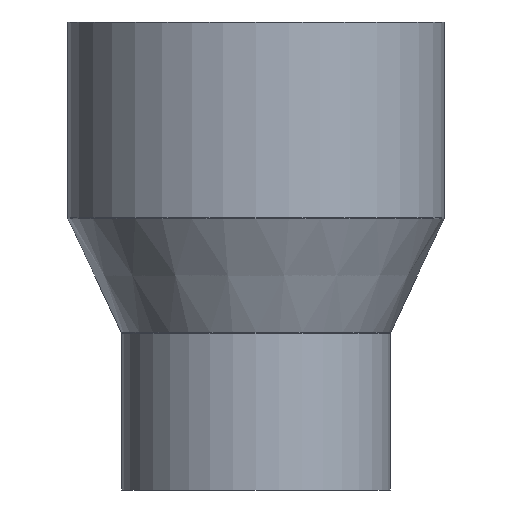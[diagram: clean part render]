
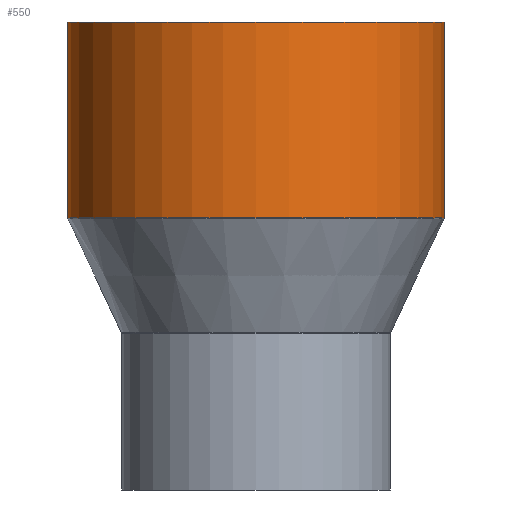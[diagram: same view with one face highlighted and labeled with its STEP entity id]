
A CAD part, front view. The second image highlights one B-rep face of the part: STEP entity #550.
In plain terms, the highlighted cylindrical face has radius 140 mm (diameter 280 mm), a partial arc.
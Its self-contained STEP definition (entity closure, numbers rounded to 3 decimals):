
#15 = EDGE_CURVE ( 'NONE', #379, #472, #55, .T. ) ;
#55 = CIRCLE ( 'NONE', #583, 140. ) ;
#60 = CARTESIAN_POINT ( 'NONE',  ( 140., 0., 35.297 ) ) ;
#61 = DIRECTION ( 'NONE',  ( 0., 0., -1. ) ) ;
#98 = DIRECTION ( 'NONE',  ( -1., 0., 0. ) ) ;
#126 = CARTESIAN_POINT ( 'NONE',  ( 0., 0., 35.297 ) ) ;
#147 = FACE_OUTER_BOUND ( 'NONE', #386, .T. ) ;
#192 = CARTESIAN_POINT ( 'NONE',  ( 0., 0., -16.533 ) ) ;
#214 = EDGE_CURVE ( 'NONE', #379, #641, #618, .T. ) ;
#231 = DIRECTION ( 'NONE',  ( -1., 0., 0. ) ) ;
#238 = VECTOR ( 'NONE', #515, 1000. ) ;
#250 = DIRECTION ( 'NONE',  ( -1., 0., 0. ) ) ;
#254 = DIRECTION ( 'NONE',  ( 0., 0., -1. ) ) ;
#264 = ORIENTED_EDGE ( 'NONE', *, *, #15, .T. ) ;
#280 = CARTESIAN_POINT ( 'NONE',  ( -140., 0., 35.297 ) ) ;
#285 = EDGE_CURVE ( 'NONE', #472, #422, #607, .T. ) ;
#287 = DIRECTION ( 'NONE',  ( 0., 0., -1. ) ) ;
#300 = AXIS2_PLACEMENT_3D ( 'NONE', #192, #542, #250 ) ;
#314 = EDGE_CURVE ( 'NONE', #641, #422, #604, .T. ) ;
#337 = CARTESIAN_POINT ( 'NONE',  ( -140., 0., 180.85 ) ) ;
#348 = VECTOR ( 'NONE', #61, 1000. ) ;
#379 = VERTEX_POINT ( 'NONE', #536 ) ;
#386 = EDGE_LOOP ( 'NONE', ( #480, #264, #570, #582 ) ) ;
#414 = AXIS2_PLACEMENT_3D ( 'NONE', #126, #287, #231 ) ;
#422 = VERTEX_POINT ( 'NONE', #280 ) ;
#445 = CYLINDRICAL_SURFACE ( 'NONE', #300, 140. ) ;
#472 = VERTEX_POINT ( 'NONE', #337 ) ;
#480 = ORIENTED_EDGE ( 'NONE', *, *, #214, .F. ) ;
#512 = CARTESIAN_POINT ( 'NONE',  ( 140., 0., -16.533 ) ) ;
#515 = DIRECTION ( 'NONE',  ( 0., 0., -1. ) ) ;
#536 = CARTESIAN_POINT ( 'NONE',  ( 140., 0., 180.85 ) ) ;
#542 = DIRECTION ( 'NONE',  ( 0., 0., -1. ) ) ;
#548 = CARTESIAN_POINT ( 'NONE',  ( 0., 0., 180.85 ) ) ;
#550 = ADVANCED_FACE ( 'NONE', ( #147 ), #445, .T. ) ;
#554 = CARTESIAN_POINT ( 'NONE',  ( -140., 0., -16.533 ) ) ;
#570 = ORIENTED_EDGE ( 'NONE', *, *, #285, .T. ) ;
#582 = ORIENTED_EDGE ( 'NONE', *, *, #314, .F. ) ;
#583 = AXIS2_PLACEMENT_3D ( 'NONE', #548, #254, #98 ) ;
#604 = CIRCLE ( 'NONE', #414, 140. ) ;
#607 = LINE ( 'NONE', #554, #348 ) ;
#618 = LINE ( 'NONE', #512, #238 ) ;
#641 = VERTEX_POINT ( 'NONE', #60 ) ;
